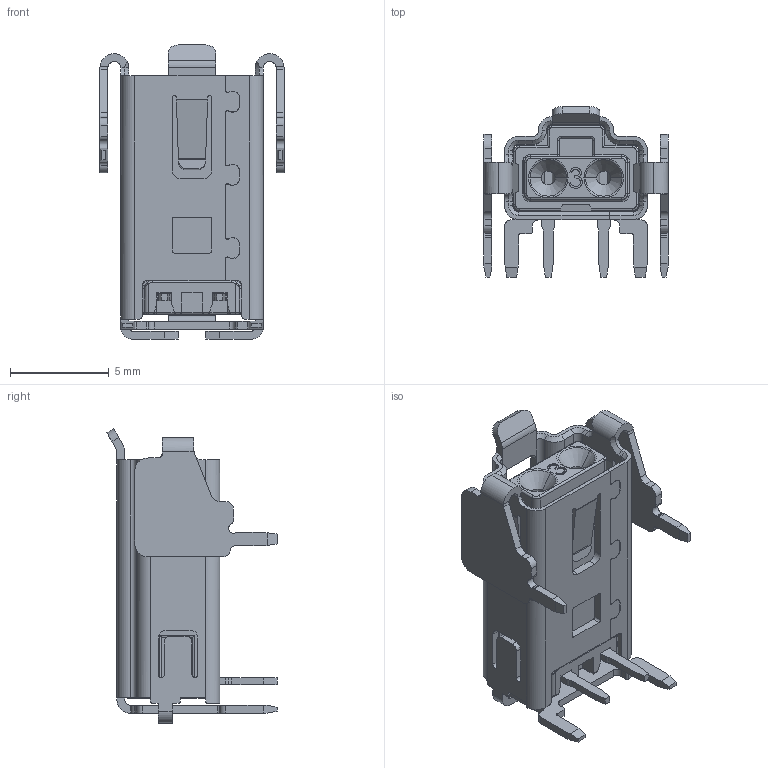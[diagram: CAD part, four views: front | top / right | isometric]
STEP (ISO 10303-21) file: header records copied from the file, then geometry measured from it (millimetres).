
FILE_DESCRIPTION (( 'STEP AP214' ), '1' );
FILE_NAME ('Customer-BB3946A01.STEP', '2021-10-28T09:55:24', ( '' ), ( '' ), 'SwSTEP 2.0', 'SolidWorks 2018', '' );
FILE_SCHEMA (( 'AUTOMOTIVE_DESIGN' ));
Length unit declared in the file: millimetre
Products named in the file (1): Customer-BB3946A01
Bounding box: 9.3 x 8.6 x 14.87 mm (x, y, z)
Volume: 303.2 mm3; surface area: 1133 mm2
Topology: 1 solids, 1 shells, 891 faces, 2470 edges, 1578 vertices
Faces by surface type: plane 440, cylinder 318, bspline 88, torus 26, cone 17, sphere 2
Entity records: 40395 total; most frequent: CARTESIAN_POINT 8478, ORIENTED_EDGE 4920, DIRECTION 4362, EDGE_CURVE 2460, VECTOR 1622, LINE 1622, VERTEX_POINT 1578, AXIS2_PLACEMENT_3D 1370
